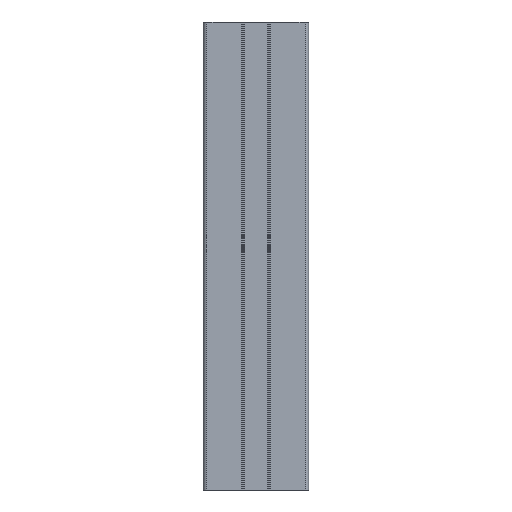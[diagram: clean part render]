
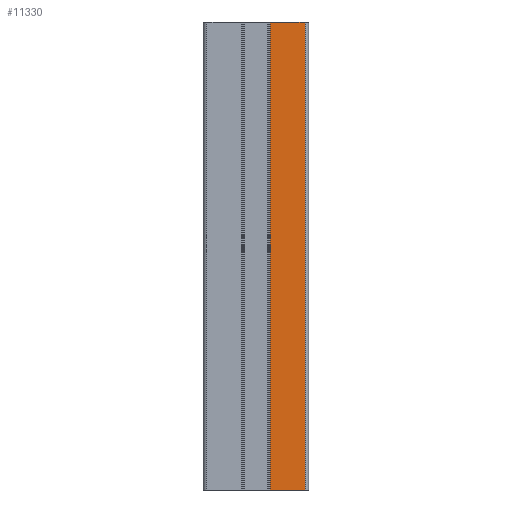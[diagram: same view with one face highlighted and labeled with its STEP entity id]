
A CAD part, left-side view. The second image highlights one B-rep face of the part: STEP entity #11330.
In plain terms, the highlighted planar face has unit normal (-1, 0, 0).
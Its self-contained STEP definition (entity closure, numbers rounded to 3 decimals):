
#647 = VERTEX_POINT ( 'NONE', #12946 ) ;
#651 = VECTOR ( 'NONE', #3329, 1000. ) ;
#782 = VERTEX_POINT ( 'NONE', #7874 ) ;
#920 = ORIENTED_EDGE ( 'NONE', *, *, #2098, .T. ) ;
#1809 = CARTESIAN_POINT ( 'NONE',  ( 1354.905, 523.378, 0. ) ) ;
#1944 = VERTEX_POINT ( 'NONE', #2569 ) ;
#2098 = EDGE_CURVE ( 'NONE', #782, #1944, #12240, .T. ) ;
#2245 = ORIENTED_EDGE ( 'NONE', *, *, #4391, .F. ) ;
#2332 = DIRECTION ( 'NONE',  ( 0., 0., -1. ) ) ;
#2569 = CARTESIAN_POINT ( 'NONE',  ( 1354.905, 508.478, 0. ) ) ;
#3329 = DIRECTION ( 'NONE',  ( 0., 0., -1. ) ) ;
#4391 = EDGE_CURVE ( 'NONE', #647, #12465, #12294, .T. ) ;
#4399 = ORIENTED_EDGE ( 'NONE', *, *, #13403, .F. ) ;
#4452 = CARTESIAN_POINT ( 'NONE',  ( 1354.905, 523.378, 200. ) ) ;
#5321 = CARTESIAN_POINT ( 'NONE',  ( 1354.905, 508.478, 200. ) ) ;
#5948 = LINE ( 'NONE', #5321, #7413 ) ;
#6318 = FACE_OUTER_BOUND ( 'NONE', #11510, .T. ) ;
#6569 = CARTESIAN_POINT ( 'NONE',  ( 1354.905, 508.478, 200. ) ) ;
#7413 = VECTOR ( 'NONE', #10557, 1000. ) ;
#7649 = PLANE ( 'NONE',  #11668 ) ;
#7874 = CARTESIAN_POINT ( 'NONE',  ( 1354.905, 523.378, 0. ) ) ;
#8714 = DIRECTION ( 'NONE',  ( 1., 0., 0. ) ) ;
#9117 = VECTOR ( 'NONE', #13202, 1000. ) ;
#9252 = DIRECTION ( 'NONE',  ( 0., -1., 0. ) ) ;
#9382 = VECTOR ( 'NONE', #9252, 1000. ) ;
#10557 = DIRECTION ( 'NONE',  ( 0., 0., -1. ) ) ;
#10749 = CARTESIAN_POINT ( 'NONE',  ( 1354.905, 523.378, 200. ) ) ;
#11080 = CARTESIAN_POINT ( 'NONE',  ( 1354.905, 523.378, 200. ) ) ;
#11316 = EDGE_CURVE ( 'NONE', #647, #782, #11964, .T. ) ;
#11330 = ADVANCED_FACE ( 'NONE', ( #6318 ), #7649, .F. ) ;
#11510 = EDGE_LOOP ( 'NONE', ( #920, #4399, #2245, #13400 ) ) ;
#11668 = AXIS2_PLACEMENT_3D ( 'NONE', #4452, #8714, #2332 ) ;
#11964 = LINE ( 'NONE', #10749, #651 ) ;
#12240 = LINE ( 'NONE', #1809, #9382 ) ;
#12294 = LINE ( 'NONE', #11080, #9117 ) ;
#12465 = VERTEX_POINT ( 'NONE', #6569 ) ;
#12946 = CARTESIAN_POINT ( 'NONE',  ( 1354.905, 523.378, 200. ) ) ;
#13202 = DIRECTION ( 'NONE',  ( 0., -1., 0. ) ) ;
#13400 = ORIENTED_EDGE ( 'NONE', *, *, #11316, .T. ) ;
#13403 = EDGE_CURVE ( 'NONE', #12465, #1944, #5948, .T. ) ;
